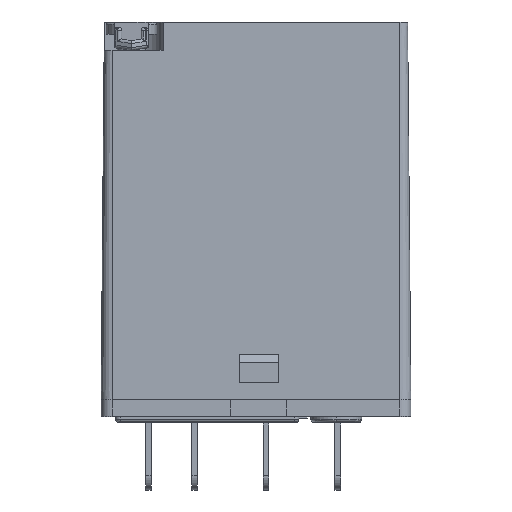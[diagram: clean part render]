
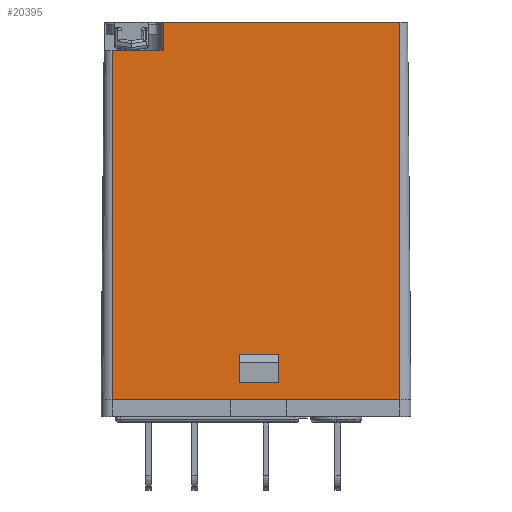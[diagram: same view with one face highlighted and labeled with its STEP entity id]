
A CAD part, top view. The second image highlights one B-rep face of the part: STEP entity #20395.
In plain terms, the highlighted planar face has unit normal (0, 0.009, 1).
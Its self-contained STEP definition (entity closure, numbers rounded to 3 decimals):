
#44 = CARTESIAN_POINT ( 'NONE',  ( -12.75, 1.5, 10.5 ) ) ;
#78 = CARTESIAN_POINT ( 'NONE',  ( -12.75, 32.5, 10.229 ) ) ;
#600 = LINE ( 'NONE', #18627, #5788 ) ;
#1121 = VERTEX_POINT ( 'NONE', #44 ) ;
#1136 = VERTEX_POINT ( 'NONE', #22123 ) ;
#1315 = VERTEX_POINT ( 'NONE', #10290 ) ;
#1445 = CARTESIAN_POINT ( 'NONE',  ( -12.75, 35., 10.208 ) ) ;
#1489 = DIRECTION ( 'NONE',  ( 1., 0., 0. ) ) ;
#1548 = VECTOR ( 'NONE', #1489, 1000. ) ;
#1634 = CARTESIAN_POINT ( 'NONE',  ( 12.75, 1.5, 10.5 ) ) ;
#1644 = CARTESIAN_POINT ( 'NONE',  ( -1.5, 5.5, 10.465 ) ) ;
#1685 = VERTEX_POINT ( 'NONE', #10707 ) ;
#1925 = EDGE_LOOP ( 'NONE', ( #15536, #3694, #28585, #15673 ) ) ;
#2314 = DIRECTION ( 'NONE',  ( -1., 0., 0. ) ) ;
#2456 = EDGE_LOOP ( 'NONE', ( #27500, #22444, #11352, #16542, #28398, #3040 ) ) ;
#2961 = DIRECTION ( 'NONE',  ( -1., 0., 0. ) ) ;
#3019 = LINE ( 'NONE', #22330, #8891 ) ;
#3040 = ORIENTED_EDGE ( 'NONE', *, *, #16590, .T. ) ;
#3564 = PLANE ( 'NONE',  #8605 ) ;
#3660 = DIRECTION ( 'NONE',  ( 0., -1., 0.009 ) ) ;
#3694 = ORIENTED_EDGE ( 'NONE', *, *, #24457, .T. ) ;
#4549 = CARTESIAN_POINT ( 'NONE',  ( 0., 5.5, 10.465 ) ) ;
#4622 = VECTOR ( 'NONE', #2314, 1000. ) ;
#5786 = CARTESIAN_POINT ( 'NONE',  ( -1.5, 18.25, 10.354 ) ) ;
#5788 = VECTOR ( 'NONE', #9817, 1000. ) ;
#7166 = DIRECTION ( 'NONE',  ( 0., -1., 0.009 ) ) ;
#7196 = CARTESIAN_POINT ( 'NONE',  ( 12.75, 35., 10.208 ) ) ;
#7415 = LINE ( 'NONE', #8038, #1548 ) ;
#7581 = CARTESIAN_POINT ( 'NONE',  ( 2., 3., 10.487 ) ) ;
#7917 = VECTOR ( 'NONE', #17790, 1000. ) ;
#7990 = DIRECTION ( 'NONE',  ( 0., 1., -0.009 ) ) ;
#8038 = CARTESIAN_POINT ( 'NONE',  ( 0., 1.5, 10.5 ) ) ;
#8538 = VERTEX_POINT ( 'NONE', #19687 ) ;
#8605 = AXIS2_PLACEMENT_3D ( 'NONE', #1445, #16906, #3660 ) ;
#8891 = VECTOR ( 'NONE', #22429, 1000. ) ;
#9373 = CARTESIAN_POINT ( 'NONE',  ( -8.25, 18.25, 10.354 ) ) ;
#9803 = LINE ( 'NONE', #22160, #4622 ) ;
#9817 = DIRECTION ( 'NONE',  ( 0., -1., 0.009 ) ) ;
#10290 = CARTESIAN_POINT ( 'NONE',  ( -8.25, 35., 10.208 ) ) ;
#10707 = CARTESIAN_POINT ( 'NONE',  ( -1.5, 3., 10.487 ) ) ;
#10874 = LINE ( 'NONE', #24749, #28565 ) ;
#11352 = ORIENTED_EDGE ( 'NONE', *, *, #21094, .T. ) ;
#11665 = EDGE_CURVE ( 'NONE', #24461, #1685, #27910, .T. ) ;
#12470 = EDGE_CURVE ( 'NONE', #1315, #1136, #21971, .T. ) ;
#12656 = VECTOR ( 'NONE', #28493, 1000. ) ;
#13809 = LINE ( 'NONE', #4549, #7917 ) ;
#14537 = VERTEX_POINT ( 'NONE', #78 ) ;
#15536 = ORIENTED_EDGE ( 'NONE', *, *, #15584, .T. ) ;
#15584 = EDGE_CURVE ( 'NONE', #17277, #8538, #13809, .T. ) ;
#15673 = ORIENTED_EDGE ( 'NONE', *, *, #27340, .T. ) ;
#16049 = LINE ( 'NONE', #5786, #21229 ) ;
#16542 = ORIENTED_EDGE ( 'NONE', *, *, #12470, .T. ) ;
#16590 = EDGE_CURVE ( 'NONE', #14537, #1121, #10874, .T. ) ;
#16906 = DIRECTION ( 'NONE',  ( 0., 0.009, 1. ) ) ;
#17277 = VERTEX_POINT ( 'NONE', #1644 ) ;
#17356 = EDGE_CURVE ( 'NONE', #1136, #14537, #9803, .T. ) ;
#17790 = DIRECTION ( 'NONE',  ( 1., 0., 0. ) ) ;
#18431 = CARTESIAN_POINT ( 'NONE',  ( 0., 3., 10.487 ) ) ;
#18627 = CARTESIAN_POINT ( 'NONE',  ( 2., 18.25, 10.354 ) ) ;
#19687 = CARTESIAN_POINT ( 'NONE',  ( 2., 5.5, 10.465 ) ) ;
#20154 = VERTEX_POINT ( 'NONE', #7196 ) ;
#20395 = ADVANCED_FACE ( 'NONE', ( #26585, #21390 ), #3564, .T. ) ;
#20620 = EDGE_CURVE ( 'NONE', #28750, #20154, #3019, .T. ) ;
#21094 = EDGE_CURVE ( 'NONE', #20154, #1315, #25162, .T. ) ;
#21229 = VECTOR ( 'NONE', #7990, 1000. ) ;
#21266 = VECTOR ( 'NONE', #7166, 1000. ) ;
#21323 = VECTOR ( 'NONE', #2961, 1000. ) ;
#21390 = FACE_OUTER_BOUND ( 'NONE', #2456, .T. ) ;
#21971 = LINE ( 'NONE', #9373, #21266 ) ;
#22123 = CARTESIAN_POINT ( 'NONE',  ( -8.25, 32.5, 10.229 ) ) ;
#22160 = CARTESIAN_POINT ( 'NONE',  ( 0., 32.5, 10.229 ) ) ;
#22330 = CARTESIAN_POINT ( 'NONE',  ( 12.75, 18.25, 10.354 ) ) ;
#22429 = DIRECTION ( 'NONE',  ( 0., 1., -0.009 ) ) ;
#22444 = ORIENTED_EDGE ( 'NONE', *, *, #20620, .T. ) ;
#24457 = EDGE_CURVE ( 'NONE', #8538, #24461, #600, .T. ) ;
#24461 = VERTEX_POINT ( 'NONE', #7581 ) ;
#24749 = CARTESIAN_POINT ( 'NONE',  ( -12.75, 17., 10.365 ) ) ;
#25162 = LINE ( 'NONE', #26155, #12656 ) ;
#26155 = CARTESIAN_POINT ( 'NONE',  ( 0., 35., 10.208 ) ) ;
#26576 = EDGE_CURVE ( 'NONE', #1121, #28750, #7415, .T. ) ;
#26585 = FACE_BOUND ( 'NONE', #1925, .T. ) ;
#26952 = DIRECTION ( 'NONE',  ( 0., -1., 0.009 ) ) ;
#27340 = EDGE_CURVE ( 'NONE', #1685, #17277, #16049, .T. ) ;
#27500 = ORIENTED_EDGE ( 'NONE', *, *, #26576, .T. ) ;
#27910 = LINE ( 'NONE', #18431, #21323 ) ;
#28398 = ORIENTED_EDGE ( 'NONE', *, *, #17356, .T. ) ;
#28493 = DIRECTION ( 'NONE',  ( -1., 0., 0. ) ) ;
#28565 = VECTOR ( 'NONE', #26952, 1000. ) ;
#28585 = ORIENTED_EDGE ( 'NONE', *, *, #11665, .T. ) ;
#28750 = VERTEX_POINT ( 'NONE', #1634 ) ;
